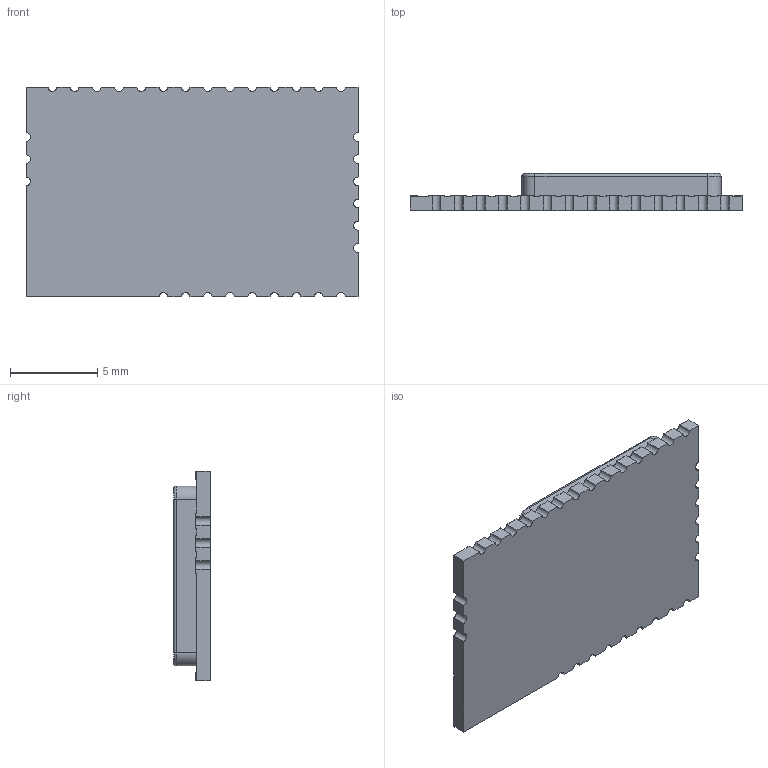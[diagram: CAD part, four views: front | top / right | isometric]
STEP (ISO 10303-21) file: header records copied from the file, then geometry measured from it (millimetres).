
FILE_DESCRIPTION (( 'STEP AP214' ), '1' );
FILE_NAME ('WF111N.STEP', '2016-10-13T03:10:13', ( '' ), ( '' ), 'SwSTEP 2.0', 'SolidWorks 2016', '' );
FILE_SCHEMA (( 'AUTOMOTIVE_DESIGN' ));
Length unit declared in the file: millimetre
Products named in the file (1): WF111N
Bounding box: 19 x 2.1 x 12 mm (x, y, z)
Volume: 331.9 mm3; surface area: 561.1 mm2
Topology: 1 solids, 1 shells, 174 faces, 505 edges, 334 vertices
Faces by surface type: cylinder 95, plane 75, torus 4
Entity records: 7747 total; most frequent: DIRECTION 1049, CARTESIAN_POINT 1014, ORIENTED_EDGE 1010, EDGE_CURVE 505, AXIS2_PLACEMENT_3D 369, VERTEX_POINT 334, VECTOR 311, LINE 311
